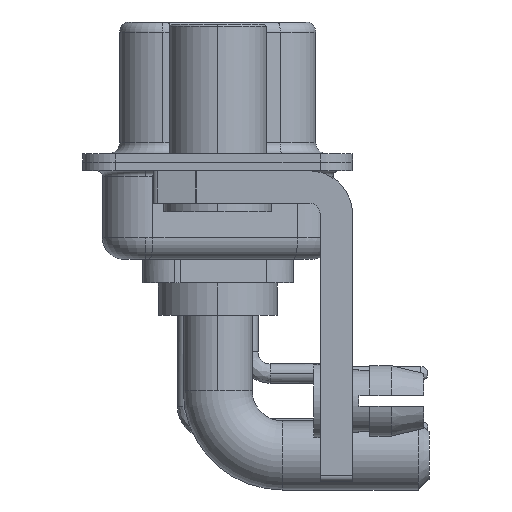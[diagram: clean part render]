
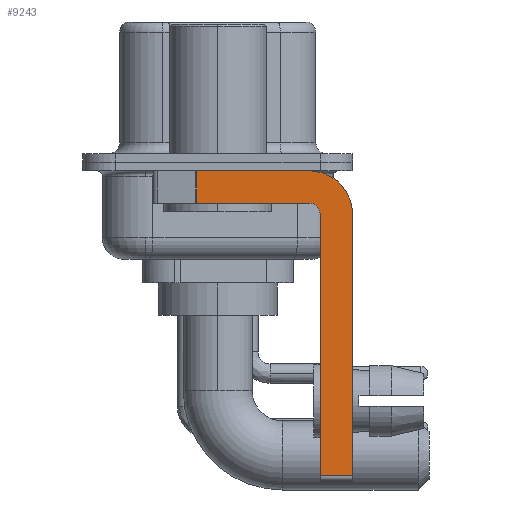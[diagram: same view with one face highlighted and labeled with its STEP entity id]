
A CAD part, left-side view. The second image highlights one B-rep face of the part: STEP entity #9243.
In plain terms, the highlighted planar face has unit normal (-1, 0, 0).
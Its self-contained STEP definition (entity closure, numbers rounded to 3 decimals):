
#44 = ORIENTED_EDGE ( 'NONE', *, *, #2469, .F. ) ;
#526 = CARTESIAN_POINT ( 'NONE',  ( -2.9, 0.978, -1.9 ) ) ;
#584 = CARTESIAN_POINT ( 'NONE',  ( -2.9, -4.25, -2.4 ) ) ;
#657 = DIRECTION ( 'NONE',  ( 0., 0., 1. ) ) ;
#777 = CARTESIAN_POINT ( 'NONE',  ( -2.9, 0.978, -1.9 ) ) ;
#1099 = CARTESIAN_POINT ( 'NONE',  ( -2.9, -6.25, -2.4 ) ) ;
#1105 = AXIS2_PLACEMENT_3D ( 'NONE', #21091, #12825, #10851 ) ;
#1589 = LINE ( 'NONE', #21951, #12348 ) ;
#2469 = EDGE_CURVE ( 'NONE', #9966, #11083, #14527, .T. ) ;
#2669 = CARTESIAN_POINT ( 'NONE',  ( -2.9, 0.978, -0.4 ) ) ;
#3197 = CARTESIAN_POINT ( 'NONE',  ( -2.9, -6.25, -14.55 ) ) ;
#3302 = EDGE_CURVE ( 'NONE', #24027, #19848, #11171, .T. ) ;
#3528 = CARTESIAN_POINT ( 'NONE',  ( -2.9, -4.25, -0.4 ) ) ;
#3851 = CARTESIAN_POINT ( 'NONE',  ( -2.9, -4.75, -2.4 ) ) ;
#4064 = LINE ( 'NONE', #22324, #23768 ) ;
#4204 = LINE ( 'NONE', #526, #20512 ) ;
#4207 = DIRECTION ( 'NONE',  ( 0., 0., -1. ) ) ;
#4557 = EDGE_CURVE ( 'NONE', #22868, #10180, #4204, .T. ) ;
#5437 = DIRECTION ( 'NONE',  ( 0., 0., -1. ) ) ;
#5611 = ORIENTED_EDGE ( 'NONE', *, *, #6661, .F. ) ;
#6367 = DIRECTION ( 'NONE',  ( 0., 0., 1. ) ) ;
#6661 = EDGE_CURVE ( 'NONE', #21363, #10988, #7169, .T. ) ;
#7169 = CIRCLE ( 'NONE', #23524, 0.5 ) ;
#8281 = DIRECTION ( 'NONE',  ( 1., 0., 0. ) ) ;
#8328 = CARTESIAN_POINT ( 'NONE',  ( -2.9, -4.25, -1.9 ) ) ;
#8410 = PLANE ( 'NONE',  #9791 ) ;
#9243 = ADVANCED_FACE ( 'NONE', ( #14172 ), #8410, .F. ) ;
#9331 = EDGE_CURVE ( 'NONE', #10988, #10180, #17672, .T. ) ;
#9772 = CARTESIAN_POINT ( 'NONE',  ( -2.9, -4.75, -14.55 ) ) ;
#9791 = AXIS2_PLACEMENT_3D ( 'NONE', #18258, #8281, #4207 ) ;
#9966 = VERTEX_POINT ( 'NONE', #3528 ) ;
#10180 = VERTEX_POINT ( 'NONE', #777 ) ;
#10792 = DIRECTION ( 'NONE',  ( 0., -1., 0. ) ) ;
#10851 = DIRECTION ( 'NONE',  ( 0., 0., -1. ) ) ;
#10988 = VERTEX_POINT ( 'NONE', #8328 ) ;
#11046 = VECTOR ( 'NONE', #19784, 1000. ) ;
#11083 = VERTEX_POINT ( 'NONE', #20545 ) ;
#11171 = LINE ( 'NONE', #13139, #12045 ) ;
#11303 = ORIENTED_EDGE ( 'NONE', *, *, #21145, .F. ) ;
#11965 = DIRECTION ( 'NONE',  ( 0., -1., 0. ) ) ;
#12045 = VECTOR ( 'NONE', #10792, 1000. ) ;
#12348 = VECTOR ( 'NONE', #11965, 1000. ) ;
#12825 = DIRECTION ( 'NONE',  ( 1., 0., 0. ) ) ;
#13139 = CARTESIAN_POINT ( 'NONE',  ( -2.9, -4.25, -14.55 ) ) ;
#14172 = FACE_OUTER_BOUND ( 'NONE', #23992, .T. ) ;
#14524 = EDGE_CURVE ( 'NONE', #24027, #21363, #4064, .T. ) ;
#14527 = CIRCLE ( 'NONE', #1105, 2. ) ;
#15838 = CARTESIAN_POINT ( 'NONE',  ( -2.9, -4.25, -1.9 ) ) ;
#17672 = LINE ( 'NONE', #15838, #11046 ) ;
#17720 = VECTOR ( 'NONE', #5437, 1000. ) ;
#18258 = CARTESIAN_POINT ( 'NONE',  ( -2.9, -4.25, -2.4 ) ) ;
#18576 = DIRECTION ( 'NONE',  ( -1., 0., 0. ) ) ;
#19784 = DIRECTION ( 'NONE',  ( 0., 1., 0. ) ) ;
#19848 = VERTEX_POINT ( 'NONE', #3197 ) ;
#20512 = VECTOR ( 'NONE', #20624, 1000. ) ;
#20545 = CARTESIAN_POINT ( 'NONE',  ( -2.9, -6.25, -2.4 ) ) ;
#20624 = DIRECTION ( 'NONE',  ( 0., 0., -1. ) ) ;
#20953 = ORIENTED_EDGE ( 'NONE', *, *, #3302, .T. ) ;
#21067 = LINE ( 'NONE', #1099, #17720 ) ;
#21091 = CARTESIAN_POINT ( 'NONE',  ( -2.9, -4.25, -2.4 ) ) ;
#21145 = EDGE_CURVE ( 'NONE', #11083, #19848, #21067, .T. ) ;
#21363 = VERTEX_POINT ( 'NONE', #3851 ) ;
#21951 = CARTESIAN_POINT ( 'NONE',  ( -2.9, 3., -0.4 ) ) ;
#22168 = ORIENTED_EDGE ( 'NONE', *, *, #9331, .F. ) ;
#22324 = CARTESIAN_POINT ( 'NONE',  ( -2.9, -4.75, -14.8 ) ) ;
#22868 = VERTEX_POINT ( 'NONE', #2669 ) ;
#23524 = AXIS2_PLACEMENT_3D ( 'NONE', #584, #18576, #6367 ) ;
#23768 = VECTOR ( 'NONE', #657, 1000. ) ;
#23804 = ORIENTED_EDGE ( 'NONE', *, *, #14524, .F. ) ;
#23992 = EDGE_LOOP ( 'NONE', ( #24394, #24147, #22168, #5611, #23804, #20953, #11303, #44 ) ) ;
#24027 = VERTEX_POINT ( 'NONE', #9772 ) ;
#24147 = ORIENTED_EDGE ( 'NONE', *, *, #4557, .T. ) ;
#24394 = ORIENTED_EDGE ( 'NONE', *, *, #24518, .F. ) ;
#24518 = EDGE_CURVE ( 'NONE', #22868, #9966, #1589, .T. ) ;
